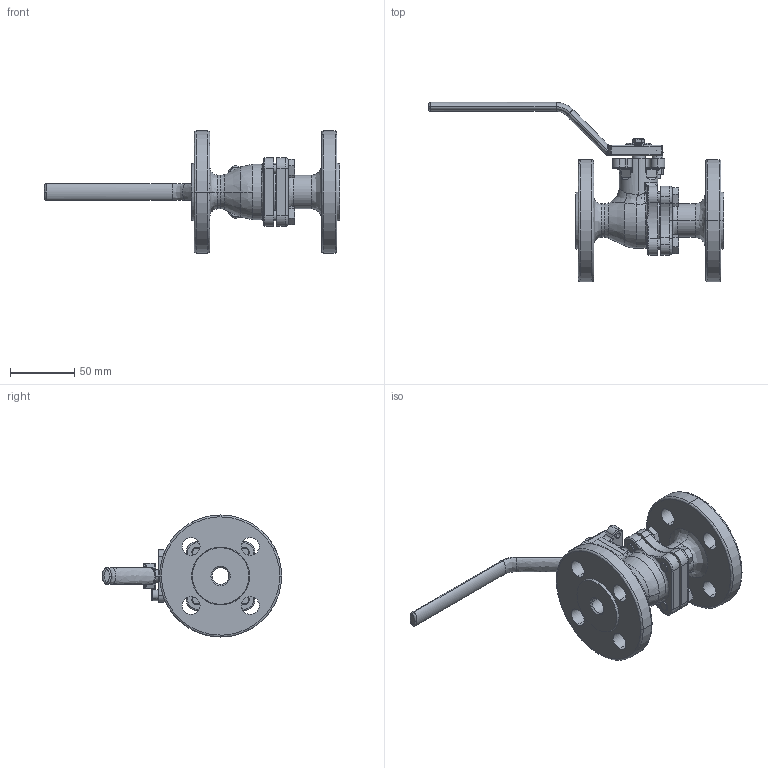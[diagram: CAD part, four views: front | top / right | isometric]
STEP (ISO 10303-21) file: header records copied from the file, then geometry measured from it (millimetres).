
FILE_DESCRIPTION (( 'STEP AP214' ), '1' );
FILE_NAME ('Fig. 150 DN-015.STEP', '2020-10-15T08:02:24', ( '' ), ( '' ), 'SwSTEP 2.0', 'SolidWorks 2020', '' );
FILE_SCHEMA (( 'AUTOMOTIVE_DESIGN' ));
Length unit declared in the file: millimetre
Products named in the file (1): Fig. 150  DN-015
Bounding box: 229.5 x 139.5 x 95 mm (x, y, z)
Volume: 282254.2 mm3; surface area: 84679.6 mm2
Topology: 15 solids, 15 shells, 729 faces, 1722 edges, 1030 vertices
Faces by surface type: cylinder 241, plane 200, bspline 161, cone 107, sphere 15, torus 5
Entity records: 40939 total; most frequent: CARTESIAN_POINT 17037, ORIENTED_EDGE 3386, DIRECTION 3099, EDGE_CURVE 1693, AXIS2_PLACEMENT_3D 1271, VERTEX_POINT 1028, EDGE_LOOP 821, UNCERTAINTY_MEASURE_WITH_UNIT 746
